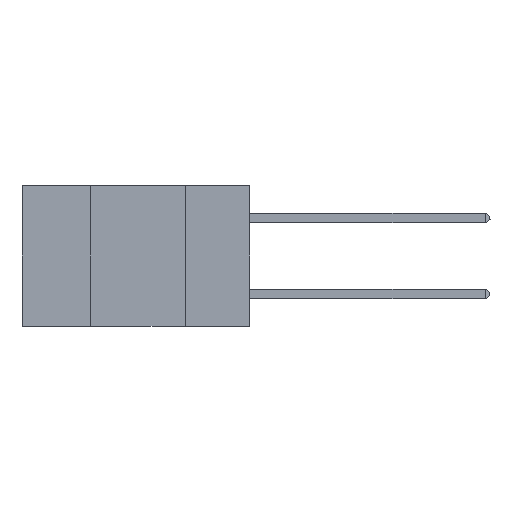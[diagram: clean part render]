
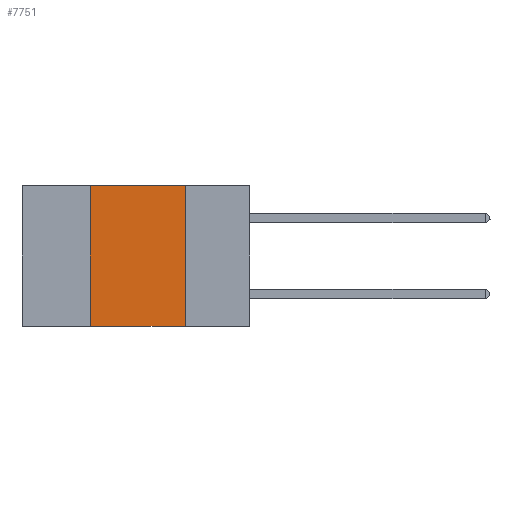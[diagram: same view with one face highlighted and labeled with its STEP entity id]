
A CAD part, left-side view. The second image highlights one B-rep face of the part: STEP entity #7751.
In plain terms, the highlighted planar face has unit normal (-1, 0, 0).
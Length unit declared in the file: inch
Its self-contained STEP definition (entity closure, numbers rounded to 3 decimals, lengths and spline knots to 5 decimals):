
#7 = PLANE ( 'NONE',  #13495 ) ;
#1118 = FACE_OUTER_BOUND ( 'NONE', #13078, .T. ) ;
#1157 = CARTESIAN_POINT ( 'NONE',  ( 0., 0.17, 0. ) ) ;
#1166 = EDGE_CURVE ( 'NONE', #3950, #10212, #10323, .T. ) ;
#1229 = ORIENTED_EDGE ( 'NONE', *, *, #13916, .T. ) ;
#2111 = LINE ( 'NONE', #14447, #9556 ) ;
#2965 = CARTESIAN_POINT ( 'NONE',  ( 0., 0.17, 0. ) ) ;
#3117 = ORIENTED_EDGE ( 'NONE', *, *, #1166, .F. ) ;
#3272 = VECTOR ( 'NONE', #13077, 39.37008 ) ;
#3813 = VECTOR ( 'NONE', #3867, 39.37008 ) ;
#3867 = DIRECTION ( 'NONE',  ( 0., 0., 1. ) ) ;
#3950 = VERTEX_POINT ( 'NONE', #12916 ) ;
#4475 = DIRECTION ( 'NONE',  ( 1., 0., 0. ) ) ;
#4893 = CARTESIAN_POINT ( 'NONE',  ( 0., 0.17, -0.37 ) ) ;
#4921 = ORIENTED_EDGE ( 'NONE', *, *, #5373, .F. ) ;
#5373 = EDGE_CURVE ( 'NONE', #6924, #6608, #13154, .T. ) ;
#5437 = DIRECTION ( 'NONE',  ( 0., 0., -1. ) ) ;
#6608 = VERTEX_POINT ( 'NONE', #4893 ) ;
#6615 = CARTESIAN_POINT ( 'NONE',  ( 0., 0.6, 0. ) ) ;
#6631 = EDGE_CURVE ( 'NONE', #10212, #6924, #8292, .T. ) ;
#6818 = VECTOR ( 'NONE', #8215, 39.37008 ) ;
#6924 = VERTEX_POINT ( 'NONE', #1157 ) ;
#7213 = CARTESIAN_POINT ( 'NONE',  ( 0., 0.42, 0. ) ) ;
#7751 = ADVANCED_FACE ( 'NONE', ( #1118 ), #7, .F. ) ;
#8215 = DIRECTION ( 'NONE',  ( 0., -1., 0. ) ) ;
#8292 = LINE ( 'NONE', #12846, #6818 ) ;
#8790 = DIRECTION ( 'NONE',  ( 0., -1., 0. ) ) ;
#9556 = VECTOR ( 'NONE', #8790, 39.37008 ) ;
#9891 = ORIENTED_EDGE ( 'NONE', *, *, #6631, .F. ) ;
#10212 = VERTEX_POINT ( 'NONE', #13135 ) ;
#10323 = LINE ( 'NONE', #7213, #3813 ) ;
#12846 = CARTESIAN_POINT ( 'NONE',  ( 0., 0.6, 0. ) ) ;
#12916 = CARTESIAN_POINT ( 'NONE',  ( 0., 0.42, -0.37 ) ) ;
#13077 = DIRECTION ( 'NONE',  ( 0., 0., -1. ) ) ;
#13078 = EDGE_LOOP ( 'NONE', ( #4921, #9891, #3117, #1229 ) ) ;
#13135 = CARTESIAN_POINT ( 'NONE',  ( 0., 0.42, 0. ) ) ;
#13154 = LINE ( 'NONE', #2965, #3272 ) ;
#13495 = AXIS2_PLACEMENT_3D ( 'NONE', #6615, #4475, #5437 ) ;
#13916 = EDGE_CURVE ( 'NONE', #3950, #6608, #2111, .T. ) ;
#14447 = CARTESIAN_POINT ( 'NONE',  ( 0., 0.6, -0.37 ) ) ;
